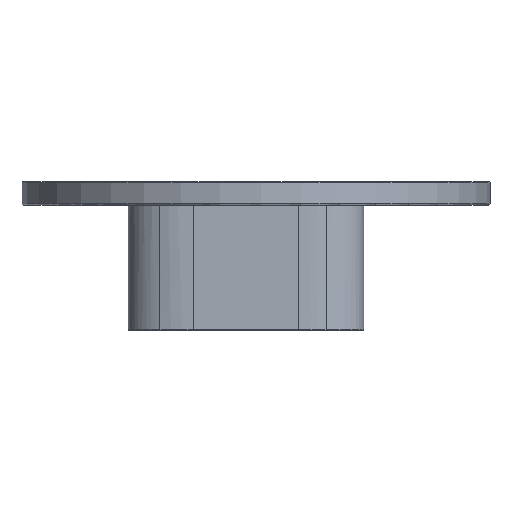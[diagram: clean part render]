
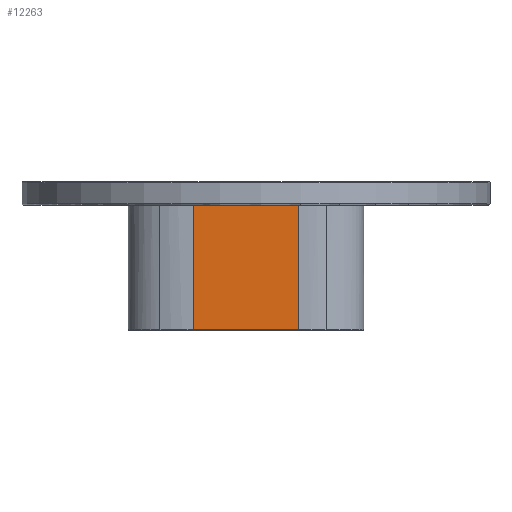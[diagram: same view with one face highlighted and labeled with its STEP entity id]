
A CAD part, front view. The second image highlights one B-rep face of the part: STEP entity #12263.
In plain terms, the highlighted planar face has unit normal (0, -1, 0).
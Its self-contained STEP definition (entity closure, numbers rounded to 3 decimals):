
#180 = LINE ( 'NONE', #2279, #9217 ) ;
#531 = VECTOR ( 'NONE', #6935, 1000. ) ;
#712 = LINE ( 'NONE', #12917, #531 ) ;
#1171 = DIRECTION ( 'NONE',  ( 0., -1., 0. ) ) ;
#1697 = ORIENTED_EDGE ( 'NONE', *, *, #2610, .T. ) ;
#2279 = CARTESIAN_POINT ( 'NONE',  ( 50.492, -38.511, -35. ) ) ;
#2610 = EDGE_CURVE ( 'NONE', #6318, #7445, #712, .T. ) ;
#2848 = EDGE_CURVE ( 'NONE', #6406, #6318, #180, .T. ) ;
#3130 = CARTESIAN_POINT ( 'NONE',  ( -39.829, -38.511, -31.5 ) ) ;
#3622 = AXIS2_PLACEMENT_3D ( 'NONE', #12637, #1171, #5349 ) ;
#3929 = ORIENTED_EDGE ( 'NONE', *, *, #6783, .F. ) ;
#4294 = EDGE_CURVE ( 'NONE', #8985, #6406, #7863, .T. ) ;
#5162 = VECTOR ( 'NONE', #7404, 1000. ) ;
#5349 = DIRECTION ( 'NONE',  ( -1., 0., 0. ) ) ;
#5389 = CARTESIAN_POINT ( 'NONE',  ( 50.492, -38.511, 74.5 ) ) ;
#5697 = CARTESIAN_POINT ( 'NONE',  ( 50.492, -38.511, -31.5 ) ) ;
#5914 = CARTESIAN_POINT ( 'NONE',  ( -39.829, -38.511, 74.5 ) ) ;
#6296 = ORIENTED_EDGE ( 'NONE', *, *, #2848, .T. ) ;
#6318 = VERTEX_POINT ( 'NONE', #5389 ) ;
#6369 = PLANE ( 'NONE',  #3622 ) ;
#6406 = VERTEX_POINT ( 'NONE', #6743 ) ;
#6743 = CARTESIAN_POINT ( 'NONE',  ( 50.492, -38.511, -31.5 ) ) ;
#6783 = EDGE_CURVE ( 'NONE', #8985, #7445, #11346, .T. ) ;
#6935 = DIRECTION ( 'NONE',  ( -1., 0., 0. ) ) ;
#7404 = DIRECTION ( 'NONE',  ( 0., 0., 1. ) ) ;
#7445 = VERTEX_POINT ( 'NONE', #5914 ) ;
#7863 = LINE ( 'NONE', #5697, #10577 ) ;
#8217 = CARTESIAN_POINT ( 'NONE',  ( -39.829, -38.511, -35. ) ) ;
#8325 = FACE_OUTER_BOUND ( 'NONE', #10668, .T. ) ;
#8728 = ORIENTED_EDGE ( 'NONE', *, *, #4294, .T. ) ;
#8985 = VERTEX_POINT ( 'NONE', #3130 ) ;
#9217 = VECTOR ( 'NONE', #10512, 1000. ) ;
#9695 = DIRECTION ( 'NONE',  ( 1., 0., 0. ) ) ;
#10512 = DIRECTION ( 'NONE',  ( 0., 0., 1. ) ) ;
#10577 = VECTOR ( 'NONE', #9695, 1000. ) ;
#10668 = EDGE_LOOP ( 'NONE', ( #3929, #8728, #6296, #1697 ) ) ;
#11346 = LINE ( 'NONE', #8217, #5162 ) ;
#12263 = ADVANCED_FACE ( 'NONE', ( #8325 ), #6369, .T. ) ;
#12637 = CARTESIAN_POINT ( 'NONE',  ( 50.492, -38.511, -35. ) ) ;
#12917 = CARTESIAN_POINT ( 'NONE',  ( -39.829, -38.511, 74.5 ) ) ;
